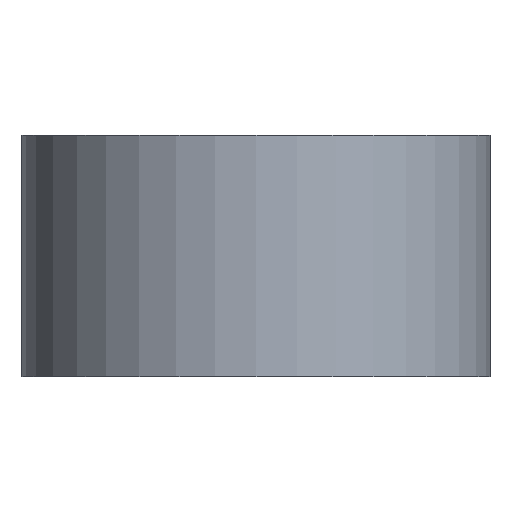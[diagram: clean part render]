
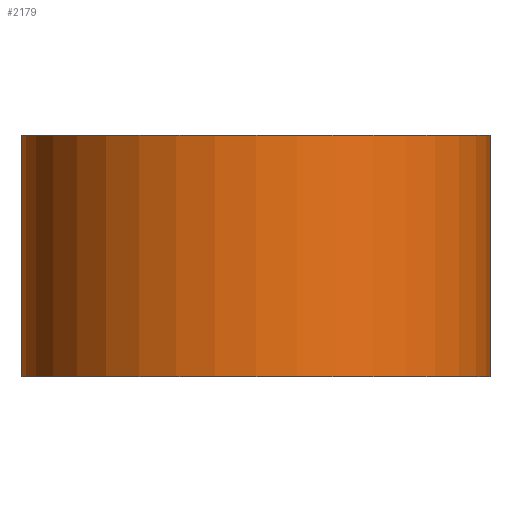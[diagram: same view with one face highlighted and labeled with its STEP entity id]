
A CAD part, front view. The second image highlights one B-rep face of the part: STEP entity #2179.
In plain terms, the highlighted cylindrical face has radius 41.75 mm (diameter 83.5 mm), a partial arc.
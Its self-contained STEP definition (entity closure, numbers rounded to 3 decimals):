
#207 = FACE_OUTER_BOUND ( 'NONE', #1653, .T. ) ;
#216 = CYLINDRICAL_SURFACE ( 'NONE', #823, 41.75 ) ;
#305 = CIRCLE ( 'NONE', #871, 41.75 ) ;
#314 = CIRCLE ( 'NONE', #876, 41.75 ) ;
#325 = LINE ( 'NONE', #1306, #328 ) ;
#328 = VECTOR ( 'NONE', #1307, 1000. ) ;
#333 = LINE ( 'NONE', #441, #340 ) ;
#340 = VECTOR ( 'NONE', #432, 1000. ) ;
#432 = DIRECTION ( 'NONE',  ( 0., 0., -1. ) ) ;
#441 = CARTESIAN_POINT ( 'NONE',  ( -41.75, 0., 21.5 ) ) ;
#685 = CARTESIAN_POINT ( 'NONE',  ( -41.75, 0., -21.5 ) ) ;
#823 = AXIS2_PLACEMENT_3D ( 'NONE', #979, #974, #976 ) ;
#871 = AXIS2_PLACEMENT_3D ( 'NONE', #1269, #1270, #1271 ) ;
#876 = AXIS2_PLACEMENT_3D ( 'NONE', #1291, #1292, #1293 ) ;
#974 = DIRECTION ( 'NONE',  ( 0., 0., -1. ) ) ;
#976 = DIRECTION ( 'NONE',  ( -1., 0., 0. ) ) ;
#979 = CARTESIAN_POINT ( 'NONE',  ( 0., 0., 21.5 ) ) ;
#1269 = CARTESIAN_POINT ( 'NONE',  ( 0., 0., -21.5 ) ) ;
#1270 = DIRECTION ( 'NONE',  ( 0., 0., 1. ) ) ;
#1271 = DIRECTION ( 'NONE',  ( 1., 0., 0. ) ) ;
#1291 = CARTESIAN_POINT ( 'NONE',  ( 0., 0., 21.5 ) ) ;
#1292 = DIRECTION ( 'NONE',  ( 0., 0., 1. ) ) ;
#1293 = DIRECTION ( 'NONE',  ( 1., 0., 0. ) ) ;
#1306 = CARTESIAN_POINT ( 'NONE',  ( 41.75, 0., 21.5 ) ) ;
#1307 = DIRECTION ( 'NONE',  ( 0., 0., -1. ) ) ;
#1653 = EDGE_LOOP ( 'NONE', ( #2535, #2536, #2490, #2526 ) ) ;
#1743 = VERTEX_POINT ( 'NONE', #685 ) ;
#1756 = VERTEX_POINT ( 'NONE', #2438 ) ;
#1757 = VERTEX_POINT ( 'NONE', #2435 ) ;
#1825 = VERTEX_POINT ( 'NONE', #2595 ) ;
#2179 = ADVANCED_FACE ( 'NONE', ( #207 ), #216, .T. ) ;
#2296 = EDGE_CURVE ( 'NONE', #1743, #1825, #305, .T. ) ;
#2304 = EDGE_CURVE ( 'NONE', #1756, #1757, #314, .T. ) ;
#2311 = EDGE_CURVE ( 'NONE', #1757, #1825, #325, .T. ) ;
#2322 = EDGE_CURVE ( 'NONE', #1756, #1743, #333, .T. ) ;
#2435 = CARTESIAN_POINT ( 'NONE',  ( 41.75, 0., 21.5 ) ) ;
#2438 = CARTESIAN_POINT ( 'NONE',  ( -41.75, 0., 21.5 ) ) ;
#2490 = ORIENTED_EDGE ( 'NONE', *, *, #2322, .T. ) ;
#2526 = ORIENTED_EDGE ( 'NONE', *, *, #2296, .T. ) ;
#2535 = ORIENTED_EDGE ( 'NONE', *, *, #2311, .F. ) ;
#2536 = ORIENTED_EDGE ( 'NONE', *, *, #2304, .F. ) ;
#2595 = CARTESIAN_POINT ( 'NONE',  ( 41.75, 0., -21.5 ) ) ;
